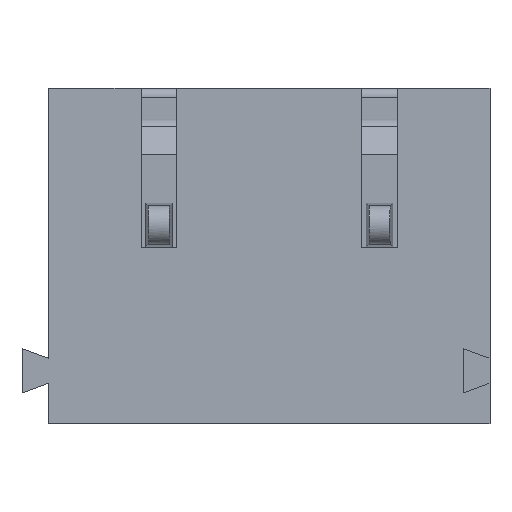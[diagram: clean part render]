
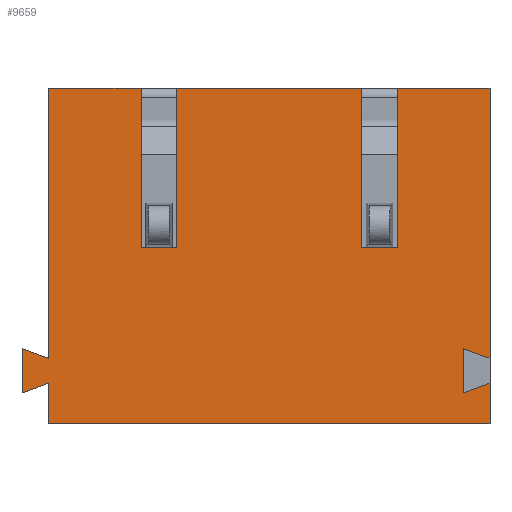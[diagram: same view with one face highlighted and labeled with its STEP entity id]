
A CAD part, front view. The second image highlights one B-rep face of the part: STEP entity #9659.
In plain terms, the highlighted planar face has unit normal (0, -1, 0).
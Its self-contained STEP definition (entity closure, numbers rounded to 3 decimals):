
#514=PLANE('',#10048);
#994=FACE_OUTER_BOUND('',#1527,.T.);
#1527=EDGE_LOOP('',(#8163,#8164,#8165,#8166,#8167,#8168,#8169,#8170,#8171,
#8172,#8173,#8174,#8175,#8176,#8177,#8178,#8179,#8180,#8181,#8182));
#2242=LINE('',#16402,#3146);
#2246=LINE('',#16410,#3150);
#2286=LINE('',#16646,#3190);
#2289=LINE('',#16652,#3193);
#2297=LINE('',#16668,#3201);
#2304=LINE('',#16682,#3208);
#2305=LINE('',#16684,#3209);
#2306=LINE('',#16685,#3210);
#2307=LINE('',#16687,#3211);
#2308=LINE('',#16689,#3212);
#2309=LINE('',#16690,#3213);
#2310=LINE('',#16692,#3214);
#2311=LINE('',#16694,#3215);
#2312=LINE('',#16696,#3216);
#2313=LINE('',#16698,#3217);
#2314=LINE('',#16700,#3218);
#2315=LINE('',#16701,#3219);
#2316=LINE('',#16703,#3220);
#2317=LINE('',#16705,#3221);
#2318=LINE('',#16706,#3222);
#3146=VECTOR('',#11043,1000.);
#3150=VECTOR('',#11047,1000.);
#3190=VECTOR('',#11245,1000.);
#3193=VECTOR('',#11248,1000.);
#3201=VECTOR('',#11256,1000.);
#3208=VECTOR('',#11265,1000.);
#3209=VECTOR('',#11266,1000.);
#3210=VECTOR('',#11267,1000.);
#3211=VECTOR('',#11268,1000.);
#3212=VECTOR('',#11269,1000.);
#3213=VECTOR('',#11270,1000.);
#3214=VECTOR('',#11271,1000.);
#3215=VECTOR('',#11272,1000.);
#3216=VECTOR('',#11273,1000.);
#3217=VECTOR('',#11274,1000.);
#3218=VECTOR('',#11275,1000.);
#3219=VECTOR('',#11276,1000.);
#3220=VECTOR('',#11277,1000.);
#3221=VECTOR('',#11278,1000.);
#3222=VECTOR('',#11279,1000.);
#4524=VERTEX_POINT('',#16400);
#4525=VERTEX_POINT('',#16401);
#4528=VERTEX_POINT('',#16407);
#4529=VERTEX_POINT('',#16409);
#4614=VERTEX_POINT('',#16644);
#4616=VERTEX_POINT('',#16649);
#4617=VERTEX_POINT('',#16651);
#4624=VERTEX_POINT('',#16665);
#4625=VERTEX_POINT('',#16667);
#4631=VERTEX_POINT('',#16681);
#4632=VERTEX_POINT('',#16683);
#4633=VERTEX_POINT('',#16686);
#4634=VERTEX_POINT('',#16688);
#4635=VERTEX_POINT('',#16691);
#4636=VERTEX_POINT('',#16693);
#4637=VERTEX_POINT('',#16695);
#4638=VERTEX_POINT('',#16697);
#4639=VERTEX_POINT('',#16699);
#4640=VERTEX_POINT('',#16702);
#4641=VERTEX_POINT('',#16704);
#5770=EDGE_CURVE('',#4524,#4525,#2242,.T.);
#5774=EDGE_CURVE('',#4528,#4529,#2246,.T.);
#5875=EDGE_CURVE('',#4614,#4524,#2286,.T.);
#5878=EDGE_CURVE('',#4616,#4617,#2289,.T.);
#5886=EDGE_CURVE('',#4624,#4625,#2297,.T.);
#5893=EDGE_CURVE('',#4614,#4631,#2304,.T.);
#5894=EDGE_CURVE('',#4632,#4631,#2305,.T.);
#5895=EDGE_CURVE('',#4625,#4632,#2306,.T.);
#5896=EDGE_CURVE('',#4624,#4633,#2307,.T.);
#5897=EDGE_CURVE('',#4634,#4633,#2308,.T.);
#5898=EDGE_CURVE('',#4617,#4634,#2309,.T.);
#5899=EDGE_CURVE('',#4635,#4616,#2310,.T.);
#5900=EDGE_CURVE('',#4635,#4636,#2311,.T.);
#5901=EDGE_CURVE('',#4637,#4636,#2312,.T.);
#5902=EDGE_CURVE('',#4638,#4637,#2313,.T.);
#5903=EDGE_CURVE('',#4639,#4638,#2314,.T.);
#5904=EDGE_CURVE('',#4529,#4639,#2315,.T.);
#5905=EDGE_CURVE('',#4528,#4640,#2316,.T.);
#5906=EDGE_CURVE('',#4640,#4641,#2317,.T.);
#5907=EDGE_CURVE('',#4525,#4641,#2318,.T.);
#8163=ORIENTED_EDGE('',*,*,#5875,.F.);
#8164=ORIENTED_EDGE('',*,*,#5893,.T.);
#8165=ORIENTED_EDGE('',*,*,#5894,.F.);
#8166=ORIENTED_EDGE('',*,*,#5895,.F.);
#8167=ORIENTED_EDGE('',*,*,#5886,.F.);
#8168=ORIENTED_EDGE('',*,*,#5896,.T.);
#8169=ORIENTED_EDGE('',*,*,#5897,.F.);
#8170=ORIENTED_EDGE('',*,*,#5898,.F.);
#8171=ORIENTED_EDGE('',*,*,#5878,.F.);
#8172=ORIENTED_EDGE('',*,*,#5899,.F.);
#8173=ORIENTED_EDGE('',*,*,#5900,.T.);
#8174=ORIENTED_EDGE('',*,*,#5901,.F.);
#8175=ORIENTED_EDGE('',*,*,#5902,.F.);
#8176=ORIENTED_EDGE('',*,*,#5903,.F.);
#8177=ORIENTED_EDGE('',*,*,#5904,.F.);
#8178=ORIENTED_EDGE('',*,*,#5774,.F.);
#8179=ORIENTED_EDGE('',*,*,#5905,.T.);
#8180=ORIENTED_EDGE('',*,*,#5906,.T.);
#8181=ORIENTED_EDGE('',*,*,#5907,.F.);
#8182=ORIENTED_EDGE('',*,*,#5770,.F.);
#9659=ADVANCED_FACE('',(#994),#514,.T.);
#10048=AXIS2_PLACEMENT_3D('',#16680,#11263,#11264);
#11043=DIRECTION('',(0.,0.,-1.));
#11047=DIRECTION('',(0.,0.,-1.));
#11245=DIRECTION('',(1.,0.,0.));
#11248=DIRECTION('',(1.,0.,0.));
#11256=DIRECTION('',(1.,0.,0.));
#11263=DIRECTION('center_axis',(0.,-1.,0.));
#11264=DIRECTION('ref_axis',(0.,0.,-1.));
#11265=DIRECTION('',(0.,0.,-1.));
#11266=DIRECTION('',(1.,0.,0.));
#11267=DIRECTION('',(0.,0.,-1.));
#11268=DIRECTION('',(0.,0.,-1.));
#11269=DIRECTION('',(1.,0.,0.));
#11270=DIRECTION('',(0.,0.,-1.));
#11271=DIRECTION('',(0.,0.,1.));
#11272=DIRECTION('',(-0.94,0.,0.342));
#11273=DIRECTION('',(0.,0.,1.));
#11274=DIRECTION('',(-0.94,0.,-0.342));
#11275=DIRECTION('',(0.,0.,1.));
#11276=DIRECTION('',(-1.,0.,0.));
#11277=DIRECTION('',(-0.94,0.,-0.342));
#11278=DIRECTION('',(0.,0.,1.));
#11279=DIRECTION('',(-0.94,0.,0.342));
#16400=CARTESIAN_POINT('',(10.,0.,7.6));
#16401=CARTESIAN_POINT('',(10.,0.,1.482));
#16402=CARTESIAN_POINT('',(10.,0.,7.6));
#16407=CARTESIAN_POINT('',(10.,0.,0.918));
#16409=CARTESIAN_POINT('',(10.,0.,0.));
#16410=CARTESIAN_POINT('',(10.,0.,7.6));
#16644=CARTESIAN_POINT('',(7.9,0.,7.6));
#16646=CARTESIAN_POINT('',(0.,0.,7.6));
#16649=CARTESIAN_POINT('',(0.,0.,7.6));
#16651=CARTESIAN_POINT('',(2.1,0.,7.6));
#16652=CARTESIAN_POINT('',(0.,0.,7.6));
#16665=CARTESIAN_POINT('',(2.9,0.,7.6));
#16667=CARTESIAN_POINT('',(7.1,0.,7.6));
#16668=CARTESIAN_POINT('',(0.,0.,7.6));
#16680=CARTESIAN_POINT('Origin',(0.,0.,0.));
#16681=CARTESIAN_POINT('',(7.9,0.,3.99));
#16682=CARTESIAN_POINT('',(7.9,0.,7.6));
#16683=CARTESIAN_POINT('',(7.1,0.,3.99));
#16684=CARTESIAN_POINT('',(7.1,0.,3.99));
#16685=CARTESIAN_POINT('',(7.1,0.,7.6));
#16686=CARTESIAN_POINT('',(2.9,0.,3.99));
#16687=CARTESIAN_POINT('',(2.9,0.,7.6));
#16688=CARTESIAN_POINT('',(2.1,0.,3.99));
#16689=CARTESIAN_POINT('',(2.1,0.,3.99));
#16690=CARTESIAN_POINT('',(2.1,0.,7.6));
#16691=CARTESIAN_POINT('',(0.,0.,1.482));
#16692=CARTESIAN_POINT('',(0.,0.,7.6));
#16693=CARTESIAN_POINT('',(-0.6,0.,1.7));
#16694=CARTESIAN_POINT('',(0.,0.,1.482));
#16695=CARTESIAN_POINT('',(-0.6,0.,0.7));
#16696=CARTESIAN_POINT('',(-0.6,0.,0.7));
#16697=CARTESIAN_POINT('',(0.,0.,0.918));
#16698=CARTESIAN_POINT('',(0.,0.,0.918));
#16699=CARTESIAN_POINT('',(0.,0.,0.));
#16700=CARTESIAN_POINT('',(0.,0.,7.6));
#16701=CARTESIAN_POINT('',(0.,0.,0.));
#16702=CARTESIAN_POINT('',(9.4,0.,0.7));
#16703=CARTESIAN_POINT('',(10.,0.,0.918));
#16704=CARTESIAN_POINT('',(9.4,0.,1.7));
#16705=CARTESIAN_POINT('',(9.4,0.,0.7));
#16706=CARTESIAN_POINT('',(10.,0.,1.482));
